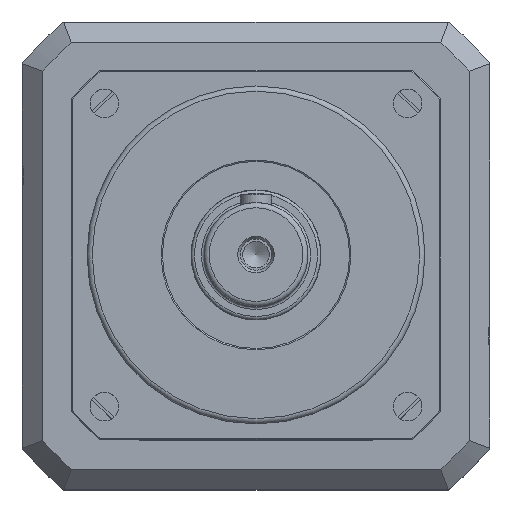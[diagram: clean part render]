
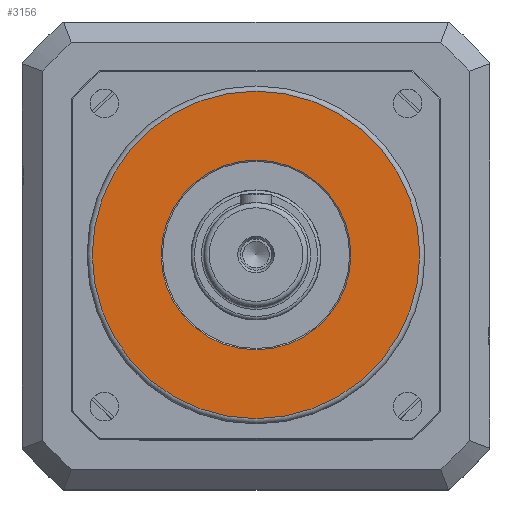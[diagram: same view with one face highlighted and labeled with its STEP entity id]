
A CAD part, top view. The second image highlights one B-rep face of the part: STEP entity #3156.
In plain terms, the highlighted planar face has unit normal (0, 0, 1).
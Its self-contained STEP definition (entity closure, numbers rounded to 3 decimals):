
#2017=CARTESIAN_POINT('',(36.5,0.0,15.0));
#2018=VERTEX_POINT('',#2017);
#2019=CARTESIAN_POINT('',(0.0,0.0,15.0));
#2020=DIRECTION('',(0.0,0.0,-1.0));
#2021=DIRECTION('',(1.0,0.0,0.0));
#2022=AXIS2_PLACEMENT_3D('',#2019,#2020,#2021);
#2023=CIRCLE('',#2022,36.5);
#2024=EDGE_CURVE('',#2018,#2018,#2023,.T.);
#2045=CARTESIAN_POINT('',(63.,0.0,15.0));
#2046=VERTEX_POINT('',#2045);
#2047=CARTESIAN_POINT('',(0.0,0.0,15.0));
#2048=DIRECTION('',(0.0,0.0,1.0));
#2049=DIRECTION('',(1.0,0.0,0.0));
#2050=AXIS2_PLACEMENT_3D('',#2047,#2048,#2049);
#2051=CIRCLE('',#2050,63.);
#2052=EDGE_CURVE('',#2046,#2046,#2051,.T.);
#3145=CARTESIAN_POINT('',(0.0,0.0,15.0));
#3146=DIRECTION('',(0.0,0.0,1.0));
#3147=DIRECTION('',(1.0,0.0,0.0));
#3148=AXIS2_PLACEMENT_3D('',#3145,#3146,#3147);
#3149=PLANE('',#3148);
#3150=ORIENTED_EDGE('',*,*,#2052,.T.);
#3151=EDGE_LOOP('',(#3150));
#3152=FACE_OUTER_BOUND('',#3151,.T.);
#3153=ORIENTED_EDGE('',*,*,#2024,.T.);
#3154=EDGE_LOOP('',(#3153));
#3155=FACE_BOUND('',#3154,.T.);
#3156=ADVANCED_FACE('',(#3152,#3155),#3149,.T.);
